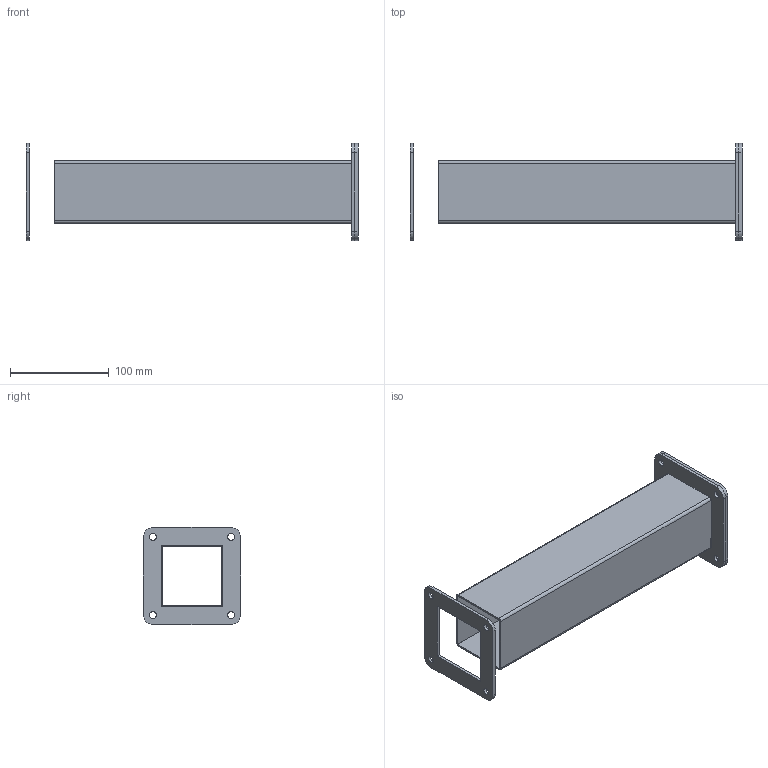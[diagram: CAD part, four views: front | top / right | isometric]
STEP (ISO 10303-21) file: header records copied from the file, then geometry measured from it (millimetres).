
FILE_DESCRIPTION (( 'STEP AP203' ), '1' );
FILE_NAME ('1487BW.step', '2024-04-25T14:27:51', ( '' ), ( '' ), 'SwSTEP 2.0', 'SolidWorks 2023', '' );
FILE_SCHEMA (( 'CONFIG_CONTROL_DESIGN' ));
Length unit declared in the file: inch
Products named in the file (1): 1487BW
Bounding box: 336.55 x 98.42 x 98.42 mm (x, y, z)
Volume: 186831.5 mm3; surface area: 188750.4 mm2
Topology: 4 solids, 4 shells, 96 faces, 264 edges, 176 vertices
Faces by surface type: cylinder 54, plane 42
Entity records: 3245 total; most frequent: DIRECTION 566, CARTESIAN_POINT 537, ORIENTED_EDGE 528, EDGE_CURVE 264, AXIS2_PLACEMENT_3D 205, VERTEX_POINT 176, LINE 156, VECTOR 156
